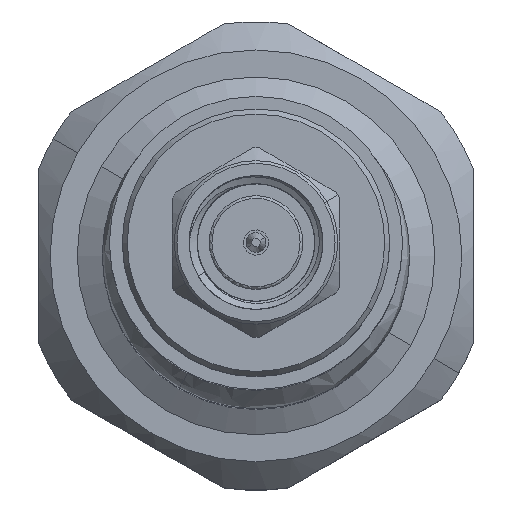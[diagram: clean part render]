
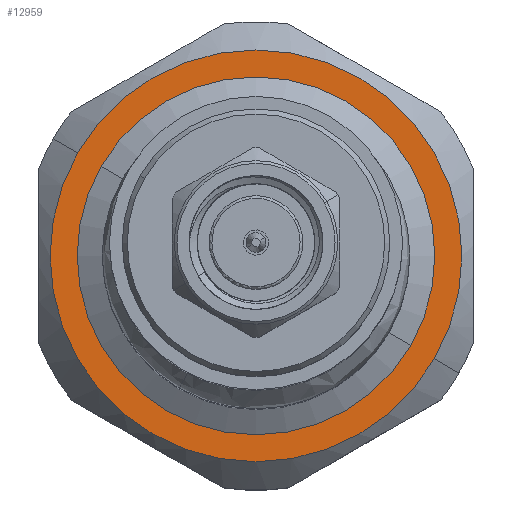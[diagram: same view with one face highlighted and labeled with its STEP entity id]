
A CAD part, top view. The second image highlights one B-rep face of the part: STEP entity #12959.
In plain terms, the highlighted face is planar.
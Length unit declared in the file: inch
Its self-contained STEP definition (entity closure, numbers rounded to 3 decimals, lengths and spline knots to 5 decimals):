
#3658 = FACE_BOUND ( 'NONE', #11018, .T. ) ;
#3972 = CARTESIAN_POINT ( 'NONE',  ( 0.67203, 0., 0. ) ) ;
#4810 = CARTESIAN_POINT ( 'NONE',  ( 0.67203, 0., 0.33442 ) ) ;
#11018 = EDGE_LOOP ( 'NONE', ( #32690, #31519 ) ) ;
#12959 = ADVANCED_FACE ( 'NONE', ( #3658, #69148 ), #57017, .F. ) ;
#13634 = ORIENTED_EDGE ( 'NONE', *, *, #54583, .F. ) ;
#15673 = DIRECTION ( 'NONE',  ( 0., 0., 1. ) ) ;
#17285 = CARTESIAN_POINT ( 'NONE',  ( 0.67203, 0., 0. ) ) ;
#18561 = CIRCLE ( 'NONE', #85511, 0.38499 ) ;
#23582 = DIRECTION ( 'NONE',  ( -1., 0., 0. ) ) ;
#24152 = EDGE_CURVE ( 'NONE', #41567, #65857, #41466, .T. ) ;
#26700 = AXIS2_PLACEMENT_3D ( 'NONE', #17285, #23582, #44518 ) ;
#29818 = CARTESIAN_POINT ( 'NONE',  ( 0.67203, 0., -0.33442 ) ) ;
#31301 = CARTESIAN_POINT ( 'NONE',  ( 0.67203, 0., 0. ) ) ;
#31519 = ORIENTED_EDGE ( 'NONE', *, *, #32156, .T. ) ;
#32156 = EDGE_CURVE ( 'NONE', #65857, #41567, #64280, .T. ) ;
#32690 = ORIENTED_EDGE ( 'NONE', *, *, #24152, .T. ) ;
#36969 = DIRECTION ( 'NONE',  ( -1., 0., 0. ) ) ;
#37548 = EDGE_LOOP ( 'NONE', ( #13634, #45880 ) ) ;
#41466 = CIRCLE ( 'NONE', #26700, 0.33442 ) ;
#41567 = VERTEX_POINT ( 'NONE', #29818 ) ;
#44518 = DIRECTION ( 'NONE',  ( 0., 0., 1. ) ) ;
#45083 = DIRECTION ( 'NONE',  ( -1., 0., 0. ) ) ;
#45880 = ORIENTED_EDGE ( 'NONE', *, *, #47387, .F. ) ;
#47387 = EDGE_CURVE ( 'NONE', #87949, #73311, #68353, .T. ) ;
#50209 = CARTESIAN_POINT ( 'NONE',  ( 0.67203, 0., 0.38499 ) ) ;
#54583 = EDGE_CURVE ( 'NONE', #73311, #87949, #18561, .T. ) ;
#55384 = CARTESIAN_POINT ( 'NONE',  ( 0.67203, 0., -0.38499 ) ) ;
#57017 = PLANE ( 'NONE',  #65620 ) ;
#57617 = DIRECTION ( 'NONE',  ( 0., 0., 1. ) ) ;
#58510 = DIRECTION ( 'NONE',  ( 0., 0., 1. ) ) ;
#63265 = CARTESIAN_POINT ( 'NONE',  ( 0.67203, 0., 0. ) ) ;
#64155 = DIRECTION ( 'NONE',  ( -1., 0., 0. ) ) ;
#64280 = CIRCLE ( 'NONE', #88200, 0.33442 ) ;
#64574 = DIRECTION ( 'NONE',  ( 0., 0., 1. ) ) ;
#64850 = DIRECTION ( 'NONE',  ( -1., 0., 0. ) ) ;
#64853 = CARTESIAN_POINT ( 'NONE',  ( 0.67203, 0.38499, 0. ) ) ;
#65620 = AXIS2_PLACEMENT_3D ( 'NONE', #64853, #36969, #57617 ) ;
#65857 = VERTEX_POINT ( 'NONE', #4810 ) ;
#68353 = CIRCLE ( 'NONE', #84045, 0.38499 ) ;
#69148 = FACE_OUTER_BOUND ( 'NONE', #37548, .T. ) ;
#73311 = VERTEX_POINT ( 'NONE', #50209 ) ;
#84045 = AXIS2_PLACEMENT_3D ( 'NONE', #3972, #64850, #58510 ) ;
#85511 = AXIS2_PLACEMENT_3D ( 'NONE', #31301, #45083, #64574 ) ;
#87949 = VERTEX_POINT ( 'NONE', #55384 ) ;
#88200 = AXIS2_PLACEMENT_3D ( 'NONE', #63265, #64155, #15673 ) ;
